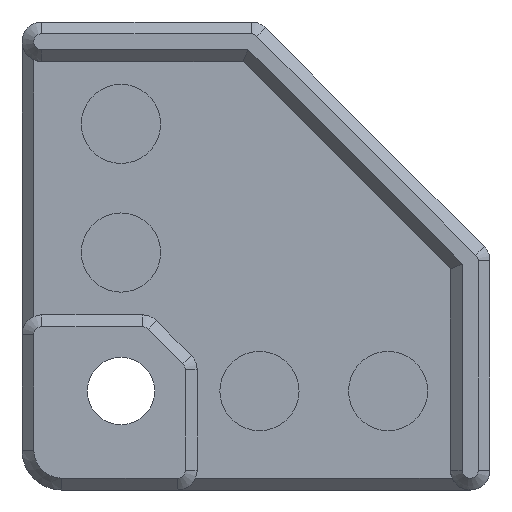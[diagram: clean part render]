
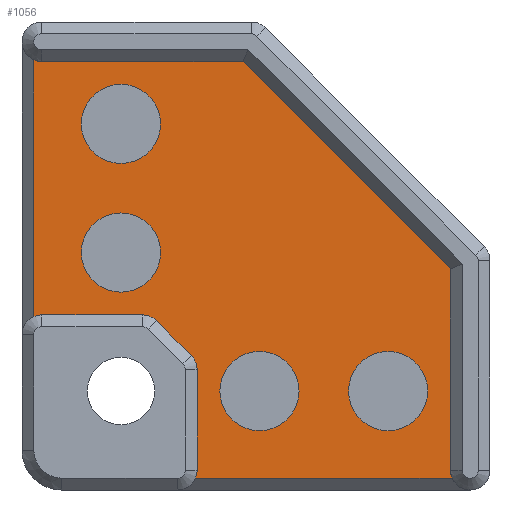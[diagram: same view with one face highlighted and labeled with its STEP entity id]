
A CAD part, front view. The second image highlights one B-rep face of the part: STEP entity #1056.
In plain terms, the highlighted planar face has unit normal (0, -1, 0).
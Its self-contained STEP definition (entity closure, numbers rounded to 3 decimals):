
#50=FACE_BOUND('',#177,.T.);
#51=FACE_BOUND('',#178,.T.);
#52=FACE_BOUND('',#179,.T.);
#53=FACE_BOUND('',#180,.T.);
#57=CIRCLE('',#1143,1.);
#58=CIRCLE('',#1144,1.);
#59=CIRCLE('',#1145,1.);
#60=CIRCLE('',#1146,1.);
#61=CIRCLE('',#1147,1.);
#62=CIRCLE('',#1148,1.);
#63=CIRCLE('',#1149,2.);
#64=CIRCLE('',#1150,2.);
#65=CIRCLE('',#1151,2.);
#66=CIRCLE('',#1152,2.);
#107=FACE_OUTER_BOUND('',#176,.T.);
#176=EDGE_LOOP('',(#711,#712,#713,#714,#715,#716,#717,#718,#719,#720,#721,
#722,#723,#724));
#177=EDGE_LOOP('',(#725));
#178=EDGE_LOOP('',(#726));
#179=EDGE_LOOP('',(#727));
#180=EDGE_LOOP('',(#728));
#251=LINE('',#1621,#353);
#253=LINE('',#1629,#355);
#254=LINE('',#1633,#356);
#255=LINE('',#1637,#357);
#256=LINE('',#1641,#358);
#257=LINE('',#1645,#359);
#258=LINE('',#1647,#360);
#259=LINE('',#1649,#361);
#353=VECTOR('',#1270,10.);
#355=VECTOR('',#1278,10.);
#356=VECTOR('',#1281,10.);
#357=VECTOR('',#1284,10.);
#358=VECTOR('',#1287,10.);
#359=VECTOR('',#1290,10.);
#360=VECTOR('',#1291,10.);
#361=VECTOR('',#1292,10.);
#460=VERTEX_POINT('',#1618);
#461=VERTEX_POINT('',#1620);
#463=VERTEX_POINT('',#1626);
#464=VERTEX_POINT('',#1628);
#465=VERTEX_POINT('',#1630);
#466=VERTEX_POINT('',#1632);
#467=VERTEX_POINT('',#1634);
#468=VERTEX_POINT('',#1636);
#469=VERTEX_POINT('',#1638);
#470=VERTEX_POINT('',#1640);
#471=VERTEX_POINT('',#1642);
#472=VERTEX_POINT('',#1644);
#473=VERTEX_POINT('',#1646);
#474=VERTEX_POINT('',#1648);
#475=VERTEX_POINT('',#1651);
#476=VERTEX_POINT('',#1653);
#477=VERTEX_POINT('',#1655);
#478=VERTEX_POINT('',#1657);
#553=EDGE_CURVE('',#460,#461,#251,.T.);
#556=EDGE_CURVE('',#463,#460,#57,.F.);
#557=EDGE_CURVE('',#464,#463,#253,.T.);
#558=EDGE_CURVE('',#465,#464,#58,.F.);
#559=EDGE_CURVE('',#466,#465,#254,.T.);
#560=EDGE_CURVE('',#467,#466,#59,.F.);
#561=EDGE_CURVE('',#468,#467,#255,.T.);
#562=EDGE_CURVE('',#469,#468,#60,.F.);
#563=EDGE_CURVE('',#470,#469,#256,.T.);
#564=EDGE_CURVE('',#471,#470,#61,.F.);
#565=EDGE_CURVE('',#471,#472,#257,.T.);
#566=EDGE_CURVE('',#472,#473,#258,.T.);
#567=EDGE_CURVE('',#473,#474,#259,.T.);
#568=EDGE_CURVE('',#461,#474,#62,.F.);
#569=EDGE_CURVE('',#475,#475,#63,.T.);
#570=EDGE_CURVE('',#476,#476,#64,.T.);
#571=EDGE_CURVE('',#477,#477,#65,.T.);
#572=EDGE_CURVE('',#478,#478,#66,.T.);
#711=ORIENTED_EDGE('',*,*,#553,.F.);
#712=ORIENTED_EDGE('',*,*,#556,.F.);
#713=ORIENTED_EDGE('',*,*,#557,.F.);
#714=ORIENTED_EDGE('',*,*,#558,.F.);
#715=ORIENTED_EDGE('',*,*,#559,.F.);
#716=ORIENTED_EDGE('',*,*,#560,.F.);
#717=ORIENTED_EDGE('',*,*,#561,.F.);
#718=ORIENTED_EDGE('',*,*,#562,.F.);
#719=ORIENTED_EDGE('',*,*,#563,.F.);
#720=ORIENTED_EDGE('',*,*,#564,.F.);
#721=ORIENTED_EDGE('',*,*,#565,.T.);
#722=ORIENTED_EDGE('',*,*,#566,.T.);
#723=ORIENTED_EDGE('',*,*,#567,.T.);
#724=ORIENTED_EDGE('',*,*,#568,.F.);
#725=ORIENTED_EDGE('',*,*,#569,.T.);
#726=ORIENTED_EDGE('',*,*,#570,.T.);
#727=ORIENTED_EDGE('',*,*,#571,.T.);
#728=ORIENTED_EDGE('',*,*,#572,.T.);
#1018=PLANE('',#1142);
#1056=ADVANCED_FACE('',(#107,#50,#51,#52,#53),#1018,.F.);
#1142=AXIS2_PLACEMENT_3D('',#1625,#1274,#1275);
#1143=AXIS2_PLACEMENT_3D('',#1627,#1276,#1277);
#1144=AXIS2_PLACEMENT_3D('',#1631,#1279,#1280);
#1145=AXIS2_PLACEMENT_3D('',#1635,#1282,#1283);
#1146=AXIS2_PLACEMENT_3D('',#1639,#1285,#1286);
#1147=AXIS2_PLACEMENT_3D('',#1643,#1288,#1289);
#1148=AXIS2_PLACEMENT_3D('',#1650,#1293,#1294);
#1149=AXIS2_PLACEMENT_3D('',#1652,#1295,#1296);
#1150=AXIS2_PLACEMENT_3D('',#1654,#1297,#1298);
#1151=AXIS2_PLACEMENT_3D('',#1656,#1299,#1300);
#1152=AXIS2_PLACEMENT_3D('',#1658,#1301,#1302);
#1270=DIRECTION('',(0.,0.,1.));
#1274=DIRECTION('center_axis',(0.,1.,0.));
#1275=DIRECTION('ref_axis',(-1.,0.,0.));
#1276=DIRECTION('center_axis',(0.,1.,0.));
#1277=DIRECTION('ref_axis',(-0.707,0.,0.707));
#1278=DIRECTION('',(-1.,0.,0.));
#1279=DIRECTION('center_axis',(0.,1.,0.));
#1280=DIRECTION('ref_axis',(0.383,0.,0.924));
#1281=DIRECTION('',(-0.707,0.,0.707));
#1282=DIRECTION('center_axis',(0.,1.,0.));
#1283=DIRECTION('ref_axis',(0.924,0.,0.383));
#1284=DIRECTION('',(0.,0.,1.));
#1285=DIRECTION('center_axis',(0.,1.,0.));
#1286=DIRECTION('ref_axis',(0.707,0.,-0.707));
#1287=DIRECTION('',(-1.,0.,0.));
#1288=DIRECTION('center_axis',(0.,1.,0.));
#1289=DIRECTION('ref_axis',(-0.707,0.,-0.707));
#1290=DIRECTION('',(0.,0.,1.));
#1291=DIRECTION('',(-0.707,0.,0.707));
#1292=DIRECTION('',(-1.,0.,0.));
#1293=DIRECTION('center_axis',(0.,1.,0.));
#1294=DIRECTION('ref_axis',(-0.707,0.,-0.707));
#1295=DIRECTION('center_axis',(0.,1.,0.));
#1296=DIRECTION('ref_axis',(-1.,0.,0.));
#1297=DIRECTION('center_axis',(0.,1.,0.));
#1298=DIRECTION('ref_axis',(-1.,0.,0.));
#1299=DIRECTION('center_axis',(0.,1.,0.));
#1300=DIRECTION('ref_axis',(-1.,0.,0.));
#1301=DIRECTION('center_axis',(0.,1.,0.));
#1302=DIRECTION('ref_axis',(-1.,0.,0.));
#1618=CARTESIAN_POINT('',(-29.4,5.8,-21.233));
#1620=CARTESIAN_POINT('',(-29.4,5.8,-8.267));
#1621=CARTESIAN_POINT('',(-29.4,5.8,-24.088));
#1625=CARTESIAN_POINT('Origin',(-18.175,5.8,-18.175));
#1626=CARTESIAN_POINT('',(-29.,5.8,-21.15));
#1627=CARTESIAN_POINT('Origin',(-29.,5.8,-22.15));
#1628=CARTESIAN_POINT('',(-23.914,5.8,-21.15));
#1629=CARTESIAN_POINT('',(-24.088,5.8,-21.15));
#1630=CARTESIAN_POINT('',(-23.207,5.8,-21.443));
#1631=CARTESIAN_POINT('Origin',(-23.914,5.8,-22.15));
#1632=CARTESIAN_POINT('',(-21.443,5.8,-23.207));
#1633=CARTESIAN_POINT('',(-22.913,5.8,-21.738));
#1634=CARTESIAN_POINT('',(-21.15,5.8,-23.914));
#1635=CARTESIAN_POINT('Origin',(-22.15,5.8,-23.914));
#1636=CARTESIAN_POINT('',(-21.15,5.8,-29.));
#1637=CARTESIAN_POINT('',(-21.15,5.8,-20.838));
#1638=CARTESIAN_POINT('',(-21.233,5.8,-29.4));
#1639=CARTESIAN_POINT('Origin',(-22.15,5.8,-29.));
#1640=CARTESIAN_POINT('',(-8.267,5.8,-29.4));
#1641=CARTESIAN_POINT('',(-19.663,5.8,-29.4));
#1642=CARTESIAN_POINT('',(-8.35,5.8,-29.));
#1643=CARTESIAN_POINT('Origin',(-7.35,5.8,-29.));
#1644=CARTESIAN_POINT('',(-8.35,5.8,-18.828));
#1645=CARTESIAN_POINT('',(-8.35,5.8,-24.088));
#1646=CARTESIAN_POINT('',(-18.828,5.8,-8.35));
#1647=CARTESIAN_POINT('',(-10.97,5.8,-16.209));
#1648=CARTESIAN_POINT('',(-29.,5.8,-8.35));
#1649=CARTESIAN_POINT('',(-18.502,5.8,-8.35));
#1650=CARTESIAN_POINT('Origin',(-29.,5.8,-7.35));
#1651=CARTESIAN_POINT('',(-23.,5.8,-11.5));
#1652=CARTESIAN_POINT('Origin',(-25.,5.8,-11.5));
#1653=CARTESIAN_POINT('',(-16.,5.8,-25.));
#1654=CARTESIAN_POINT('Origin',(-18.,5.8,-25.));
#1655=CARTESIAN_POINT('',(-23.,5.8,-18.));
#1656=CARTESIAN_POINT('Origin',(-25.,5.8,-18.));
#1657=CARTESIAN_POINT('',(-9.5,5.8,-25.));
#1658=CARTESIAN_POINT('Origin',(-11.5,5.8,-25.));
